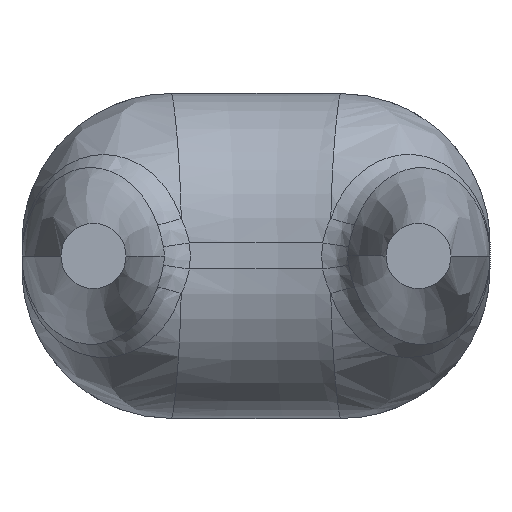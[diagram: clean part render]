
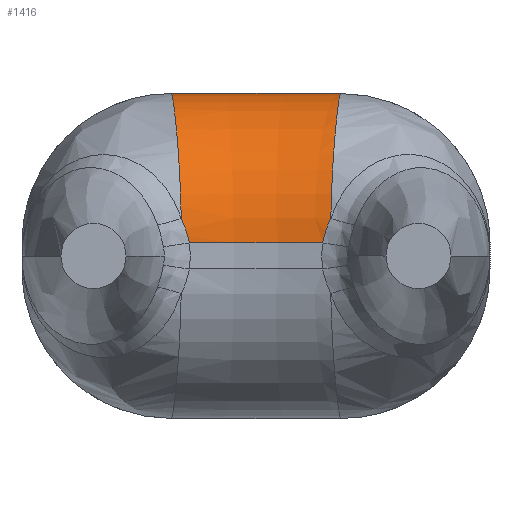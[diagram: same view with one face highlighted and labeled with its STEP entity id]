
A CAD part, front view. The second image highlights one B-rep face of the part: STEP entity #1416.
In plain terms, the highlighted toroidal (fillet/blend) face has major radius 3.685 mm and minor radius 1.15 mm.
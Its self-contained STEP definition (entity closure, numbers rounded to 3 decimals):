
#25 = DIRECTION ( 'NONE',  ( -1., 0., 0. ) ) ;
#40 = CARTESIAN_POINT ( 'NONE',  ( -0.65, 2.592, 1.25 ) ) ;
#61 = VERTEX_POINT ( 'NONE', #1945 ) ;
#82 = AXIS2_PLACEMENT_3D ( 'NONE', #1312, #1806, #25 ) ;
#99 = CARTESIAN_POINT ( 'NONE',  ( 0.647, 2.456, 1.25 ) ) ;
#122 = CARTESIAN_POINT ( 'NONE',  ( 0.575, 1.45, 0.29 ) ) ;
#196 = CARTESIAN_POINT ( 'NONE',  ( -0.526, 1.445, 0.166 ) ) ;
#244 = CARTESIAN_POINT ( 'NONE',  ( -0.621, 1.948, 1.066 ) ) ;
#252 = CARTESIAN_POINT ( 'NONE',  ( 0., -1.035, 1.25 ) ) ;
#317 = EDGE_LOOP ( 'NONE', ( #1479, #1901, #2155, #1404, #1955, #1533 ) ) ;
#346 = B_SPLINE_CURVE_WITH_KNOTS ( 'NONE', 3,
 ( #2291, #2283, #1618, #895 ),
 .UNSPECIFIED., .F., .F.,
 ( 4, 4 ),
 ( 0., 0. ),
 .UNSPECIFIED. ) ;
#410 = CARTESIAN_POINT ( 'NONE',  ( -0.65, 2.592, 1.25 ) ) ;
#435 = DIRECTION ( 'NONE',  ( 0., 0., -1. ) ) ;
#461 = CARTESIAN_POINT ( 'NONE',  ( 0.621, 1.948, 1.066 ) ) ;
#469 = CARTESIAN_POINT ( 'NONE',  ( 0.629, 2.067, 1.135 ) ) ;
#605 = CARTESIAN_POINT ( 'NONE',  ( -0.596, 1.654, 0.788 ) ) ;
#624 = CARTESIAN_POINT ( 'NONE',  ( 0.65, 2.592, 1.25 ) ) ;
#666 = B_SPLINE_CURVE_WITH_KNOTS ( 'NONE', 3,
 ( #736, #2005, #196, #1316 ),
 .UNSPECIFIED., .F., .F.,
 ( 4, 4 ),
 ( 0., 0. ),
 .UNSPECIFIED. ) ;
#687 = CARTESIAN_POINT ( 'NONE',  ( -0.575, 1.45, 0.29 ) ) ;
#736 = CARTESIAN_POINT ( 'NONE',  ( -0.575, 1.45, 0.29 ) ) ;
#765 = CARTESIAN_POINT ( 'NONE',  ( -0.575, 1.45, 0.29 ) ) ;
#895 = CARTESIAN_POINT ( 'NONE',  ( 0.575, 1.45, 0.29 ) ) ;
#932 = VERTEX_POINT ( 'NONE', #2141 ) ;
#963 = CARTESIAN_POINT ( 'NONE',  ( -0.513, 1.447, 0.1 ) ) ;
#1031 = B_SPLINE_CURVE_WITH_KNOTS ( 'NONE', 3,
 ( #122, #1706, #1555, #1888, #1191, #461, #469, #1384, #99, #624 ),
 .UNSPECIFIED., .F., .F.,
 ( 4, 2, 2, 2, 4 ),
 ( 0., 0.001, 0.001, 0.001, 0.002 ),
 .UNSPECIFIED. ) ;
#1041 = EDGE_CURVE ( 'NONE', #1725, #1517, #666, .T. ) ;
#1191 = CARTESIAN_POINT ( 'NONE',  ( 0.605, 1.742, 0.894 ) ) ;
#1312 = CARTESIAN_POINT ( 'NONE',  ( 0., -1.035, 0.1 ) ) ;
#1315 = CARTESIAN_POINT ( 'NONE',  ( -0.583, 1.519, 0.554 ) ) ;
#1316 = CARTESIAN_POINT ( 'NONE',  ( -0.513, 1.447, 0.1 ) ) ;
#1326 = CARTESIAN_POINT ( 'NONE',  ( -0.647, 2.457, 1.25 ) ) ;
#1336 = CARTESIAN_POINT ( 'NONE',  ( -0.629, 2.067, 1.135 ) ) ;
#1384 = CARTESIAN_POINT ( 'NONE',  ( 0.642, 2.321, 1.226 ) ) ;
#1404 = ORIENTED_EDGE ( 'NONE', *, *, #2274, .T. ) ;
#1416 = ADVANCED_FACE ( 'NONE', ( #2000 ), #1972, .T. ) ;
#1479 = ORIENTED_EDGE ( 'NONE', *, *, #1493, .T. ) ;
#1493 = EDGE_CURVE ( 'NONE', #1896, #1725, #2116, .T. ) ;
#1513 = DIRECTION ( 'NONE',  ( -1., 0., 0. ) ) ;
#1517 = VERTEX_POINT ( 'NONE', #963 ) ;
#1533 = ORIENTED_EDGE ( 'NONE', *, *, #1966, .F. ) ;
#1555 = CARTESIAN_POINT ( 'NONE',  ( 0.583, 1.519, 0.554 ) ) ;
#1618 = CARTESIAN_POINT ( 'NONE',  ( 0.546, 1.446, 0.23 ) ) ;
#1690 = CARTESIAN_POINT ( 'NONE',  ( -0.605, 1.742, 0.894 ) ) ;
#1706 = CARTESIAN_POINT ( 'NONE',  ( 0.578, 1.472, 0.424 ) ) ;
#1725 = VERTEX_POINT ( 'NONE', #687 ) ;
#1806 = DIRECTION ( 'NONE',  ( 0., 0., 1. ) ) ;
#1845 = EDGE_CURVE ( 'NONE', #1987, #1517, #1942, .T. ) ;
#1850 = CARTESIAN_POINT ( 'NONE',  ( -0.578, 1.472, 0.424 ) ) ;
#1875 = CARTESIAN_POINT ( 'NONE',  ( 0.513, 1.447, 0.1 ) ) ;
#1888 = CARTESIAN_POINT ( 'NONE',  ( 0.596, 1.654, 0.788 ) ) ;
#1896 = VERTEX_POINT ( 'NONE', #410 ) ;
#1901 = ORIENTED_EDGE ( 'NONE', *, *, #1041, .T. ) ;
#1928 = AXIS2_PLACEMENT_3D ( 'NONE', #2045, #2196, #1513 ) ;
#1942 = CIRCLE ( 'NONE', #82, 2.535 ) ;
#1945 = CARTESIAN_POINT ( 'NONE',  ( 0.65, 2.592, 1.25 ) ) ;
#1955 = ORIENTED_EDGE ( 'NONE', *, *, #2028, .T. ) ;
#1966 = EDGE_CURVE ( 'NONE', #1896, #61, #1998, .T. ) ;
#1972 = TOROIDAL_SURFACE ( 'NONE', #1928, 3.685, 1.15 ) ;
#1987 = VERTEX_POINT ( 'NONE', #1875 ) ;
#1998 = CIRCLE ( 'NONE', #2339, 3.685 ) ;
#2000 = FACE_OUTER_BOUND ( 'NONE', #317, .T. ) ;
#2005 = CARTESIAN_POINT ( 'NONE',  ( -0.546, 1.446, 0.23 ) ) ;
#2028 = EDGE_CURVE ( 'NONE', #932, #61, #1031, .T. ) ;
#2045 = CARTESIAN_POINT ( 'NONE',  ( 0., -1.035, 0.1 ) ) ;
#2116 = B_SPLINE_CURVE_WITH_KNOTS ( 'NONE', 3,
 ( #40, #1326, #2221, #1336, #244, #1690, #605, #1315, #1850, #765 ),
 .UNSPECIFIED., .F., .F.,
 ( 4, 2, 2, 2, 4 ),
 ( 0., 0., 0.001, 0.001, 0.002 ),
 .UNSPECIFIED. ) ;
#2141 = CARTESIAN_POINT ( 'NONE',  ( 0.575, 1.45, 0.29 ) ) ;
#2155 = ORIENTED_EDGE ( 'NONE', *, *, #1845, .F. ) ;
#2196 = DIRECTION ( 'NONE',  ( 0., 0., -1. ) ) ;
#2218 = DIRECTION ( 'NONE',  ( -1., 0., 0. ) ) ;
#2221 = CARTESIAN_POINT ( 'NONE',  ( -0.642, 2.321, 1.226 ) ) ;
#2274 = EDGE_CURVE ( 'NONE', #1987, #932, #346, .T. ) ;
#2283 = CARTESIAN_POINT ( 'NONE',  ( 0.526, 1.445, 0.166 ) ) ;
#2291 = CARTESIAN_POINT ( 'NONE',  ( 0.513, 1.447, 0.1 ) ) ;
#2339 = AXIS2_PLACEMENT_3D ( 'NONE', #252, #435, #2218 ) ;
